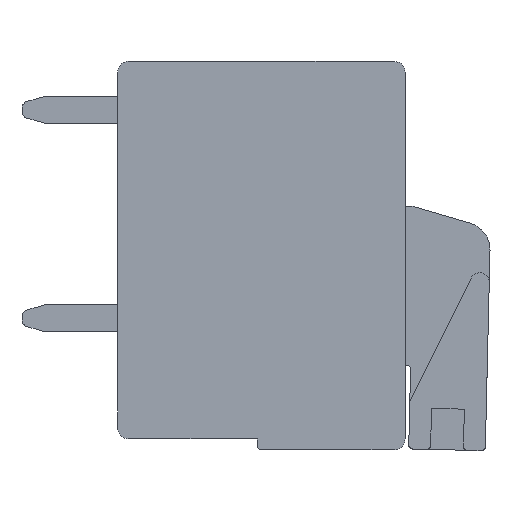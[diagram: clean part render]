
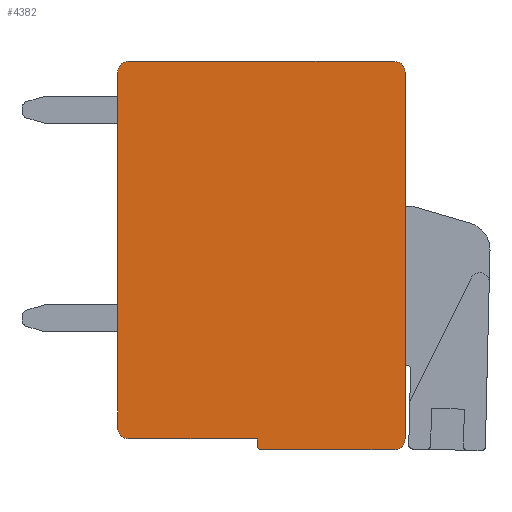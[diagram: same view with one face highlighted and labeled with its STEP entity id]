
A CAD part, front view. The second image highlights one B-rep face of the part: STEP entity #4382.
In plain terms, the highlighted planar face has unit normal (0, -1, 0).
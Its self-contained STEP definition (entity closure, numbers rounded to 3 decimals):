
#1=CARTESIAN_POINT('',(5.25,0.,-14.05));
#2=DIRECTION('',(0.,1.,0.));
#3=DIRECTION('',(0.,0.,-1.));
#4=AXIS2_PLACEMENT_3D('',#1,#2,#3);
#6=DIRECTION('',(0.,0.,1.));
#7=VECTOR('',#6,0.25);
#8=CARTESIAN_POINT('',(5.1,0.,-14.05));
#9=LINE('',#8,#7);
#10=DIRECTION('',(-1.,0.,0.));
#11=VECTOR('',#10,4.7);
#12=CARTESIAN_POINT('',(5.1,0.,-13.8));
#13=LINE('',#12,#11);
#14=CARTESIAN_POINT('',(0.4,0.,-13.4));
#15=DIRECTION('',(0.,1.,0.));
#16=DIRECTION('',(0.,0.,-1.));
#17=AXIS2_PLACEMENT_3D('',#14,#15,#16);
#19=DIRECTION('',(0.,0.,1.));
#20=VECTOR('',#19,13.);
#21=CARTESIAN_POINT('',(0.,0.,-13.4));
#22=LINE('',#21,#20);
#23=CARTESIAN_POINT('',(0.4,0.,-0.4));
#24=DIRECTION('',(0.,1.,0.));
#25=DIRECTION('',(-1.,0.,0.));
#26=AXIS2_PLACEMENT_3D('',#23,#24,#25);
#28=DIRECTION('',(1.,0.,0.));
#29=VECTOR('',#28,9.7);
#30=CARTESIAN_POINT('',(0.4,0.,0.));
#31=LINE('',#30,#29);
#32=CARTESIAN_POINT('',(10.1,0.,-0.4));
#33=DIRECTION('',(0.,1.,0.));
#34=DIRECTION('',(0.,0.,1.));
#35=AXIS2_PLACEMENT_3D('',#32,#33,#34);
#37=DIRECTION('',(0.,0.,-1.));
#38=VECTOR('',#37,13.4);
#39=CARTESIAN_POINT('',(10.5,0.,-0.4));
#40=LINE('',#39,#38);
#41=CARTESIAN_POINT('',(10.1,0.,-13.8));
#42=DIRECTION('',(0.,1.,0.));
#43=DIRECTION('',(1.,0.,0.));
#44=AXIS2_PLACEMENT_3D('',#41,#42,#43);
#46=DIRECTION('',(-1.,0.,0.));
#47=VECTOR('',#46,4.85);
#48=CARTESIAN_POINT('',(10.1,0.,-14.2));
#49=LINE('',#48,#47);
#3321=CARTESIAN_POINT('',(5.25,0.,-14.2));
#3322=CARTESIAN_POINT('',(5.1,0.,-14.05));
#3323=VERTEX_POINT('',#3321);
#3324=VERTEX_POINT('',#3322);
#3325=CARTESIAN_POINT('',(5.1,0.,-13.8));
#3326=VERTEX_POINT('',#3325);
#3327=CARTESIAN_POINT('',(0.4,0.,-13.8));
#3328=VERTEX_POINT('',#3327);
#3329=CARTESIAN_POINT('',(0.,0.,-13.4));
#3330=VERTEX_POINT('',#3329);
#3331=CARTESIAN_POINT('',(0.,0.,-0.4));
#3332=VERTEX_POINT('',#3331);
#3333=CARTESIAN_POINT('',(0.4,0.,0.));
#3334=VERTEX_POINT('',#3333);
#3335=CARTESIAN_POINT('',(10.1,0.,0.));
#3336=VERTEX_POINT('',#3335);
#3337=CARTESIAN_POINT('',(10.5,0.,-0.4));
#3338=VERTEX_POINT('',#3337);
#3339=CARTESIAN_POINT('',(10.5,0.,-13.8));
#3340=VERTEX_POINT('',#3339);
#3341=CARTESIAN_POINT('',(10.1,0.,-14.2));
#3342=VERTEX_POINT('',#3341);
#4353=CARTESIAN_POINT('',(0.,0.,0.));
#4354=DIRECTION('',(0.,1.,0.));
#4355=DIRECTION('',(1.,0.,0.));
#4356=AXIS2_PLACEMENT_3D('',#4353,#4354,#4355);
#4357=PLANE('',#4356);
#4359=ORIENTED_EDGE('',*,*,#4358,.T.);
#4361=ORIENTED_EDGE('',*,*,#4360,.T.);
#4363=ORIENTED_EDGE('',*,*,#4362,.T.);
#4365=ORIENTED_EDGE('',*,*,#4364,.T.);
#4367=ORIENTED_EDGE('',*,*,#4366,.T.);
#4369=ORIENTED_EDGE('',*,*,#4368,.T.);
#4371=ORIENTED_EDGE('',*,*,#4370,.T.);
#4373=ORIENTED_EDGE('',*,*,#4372,.T.);
#4375=ORIENTED_EDGE('',*,*,#4374,.T.);
#4377=ORIENTED_EDGE('',*,*,#4376,.T.);
#4379=ORIENTED_EDGE('',*,*,#4378,.T.);
#4380=EDGE_LOOP('',(#4359,#4361,#4363,#4365,#4367,#4369,#4371,#4373,#4375,#4377,
#4379));
#4381=FACE_OUTER_BOUND('',#4380,.F.);
#5=CIRCLE('',#4,0.15);
#18=CIRCLE('',#17,0.4);
#27=CIRCLE('',#26,0.4);
#36=CIRCLE('',#35,0.4);
#45=CIRCLE('',#44,0.4);
#4358=EDGE_CURVE('',#3323,#3324,#5,.T.);
#4360=EDGE_CURVE('',#3324,#3326,#9,.T.);
#4362=EDGE_CURVE('',#3326,#3328,#13,.T.);
#4364=EDGE_CURVE('',#3328,#3330,#18,.T.);
#4366=EDGE_CURVE('',#3330,#3332,#22,.T.);
#4368=EDGE_CURVE('',#3332,#3334,#27,.T.);
#4370=EDGE_CURVE('',#3334,#3336,#31,.T.);
#4372=EDGE_CURVE('',#3336,#3338,#36,.T.);
#4374=EDGE_CURVE('',#3338,#3340,#40,.T.);
#4376=EDGE_CURVE('',#3340,#3342,#45,.T.);
#4378=EDGE_CURVE('',#3342,#3323,#49,.T.);
#4382=ADVANCED_FACE('',(#4381),#4357,.F.);
